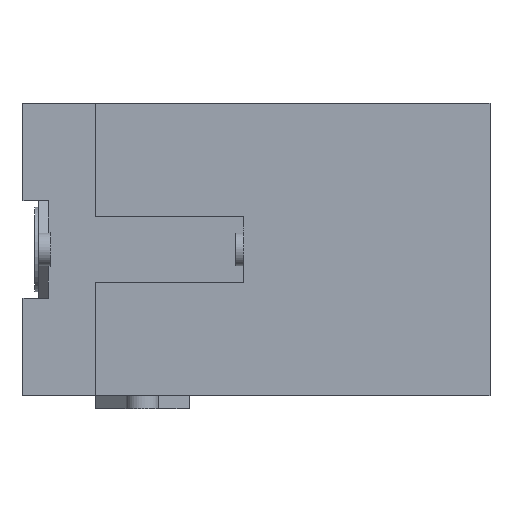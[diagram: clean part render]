
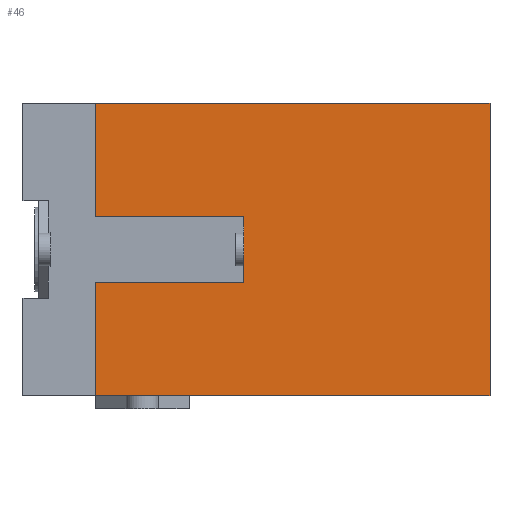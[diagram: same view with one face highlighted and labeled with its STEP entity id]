
A CAD part, front view. The second image highlights one B-rep face of the part: STEP entity #46.
In plain terms, the highlighted planar face has unit normal (0, -1, 0).
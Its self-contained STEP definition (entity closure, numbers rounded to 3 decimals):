
#45 = CARTESIAN_POINT ( 'NONE',  ( -4.95, 0., -4.5 ) ) ;
#46 = ADVANCED_FACE ( 'NONE', ( #137 ), #1729, .F. ) ;
#137 = FACE_OUTER_BOUND ( 'NONE', #2037, .T. ) ;
#156 = VECTOR ( 'NONE', #1701, 1000. ) ;
#213 = EDGE_CURVE ( 'NONE', #238, #1316, #1178, .T. ) ;
#238 = VERTEX_POINT ( 'NONE', #555 ) ;
#242 = CARTESIAN_POINT ( 'NONE',  ( -0.375, 0., 4.5 ) ) ;
#257 = VECTOR ( 'NONE', #400, 1000. ) ;
#267 = DIRECTION ( 'NONE',  ( 1., 0., 0. ) ) ;
#306 = DIRECTION ( 'NONE',  ( 0., 0., 1. ) ) ;
#333 = CARTESIAN_POINT ( 'NONE',  ( 7.2, 0., -4.5 ) ) ;
#378 = VERTEX_POINT ( 'NONE', #390 ) ;
#390 = CARTESIAN_POINT ( 'NONE',  ( -4.95, 0., 1. ) ) ;
#396 = VECTOR ( 'NONE', #674, 1000. ) ;
#397 = EDGE_CURVE ( 'NONE', #1895, #238, #2986, .T. ) ;
#400 = DIRECTION ( 'NONE',  ( -1., 0., 0. ) ) ;
#433 = ORIENTED_EDGE ( 'NONE', *, *, #1353, .F. ) ;
#476 = EDGE_CURVE ( 'NONE', #1895, #3315, #1174, .T. ) ;
#502 = EDGE_CURVE ( 'NONE', #1316, #2956, #1828, .T. ) ;
#546 = ORIENTED_EDGE ( 'NONE', *, *, #476, .T. ) ;
#555 = CARTESIAN_POINT ( 'NONE',  ( 7.2, 0., -4.5 ) ) ;
#674 = DIRECTION ( 'NONE',  ( 0., 0., -1. ) ) ;
#743 = CARTESIAN_POINT ( 'NONE',  ( -4.95, 0., -1. ) ) ;
#1174 = LINE ( 'NONE', #2724, #156 ) ;
#1175 = DIRECTION ( 'NONE',  ( 0., 0., 1. ) ) ;
#1178 = LINE ( 'NONE', #333, #3032 ) ;
#1254 = ORIENTED_EDGE ( 'NONE', *, *, #2080, .T. ) ;
#1316 = VERTEX_POINT ( 'NONE', #45 ) ;
#1353 = EDGE_CURVE ( 'NONE', #378, #3315, #2358, .T. ) ;
#1483 = CARTESIAN_POINT ( 'NONE',  ( 7.2, 0., 4.5 ) ) ;
#1531 = DIRECTION ( 'NONE',  ( 1., 0., 0. ) ) ;
#1537 = VECTOR ( 'NONE', #306, 1000. ) ;
#1572 = LINE ( 'NONE', #2211, #257 ) ;
#1701 = DIRECTION ( 'NONE',  ( -1., 0., 0. ) ) ;
#1717 = CARTESIAN_POINT ( 'NONE',  ( -4.95, 0., -4.5 ) ) ;
#1729 = PLANE ( 'NONE',  #2566 ) ;
#1790 = DIRECTION ( 'NONE',  ( 0., 1., 0. ) ) ;
#1828 = LINE ( 'NONE', #1717, #3193 ) ;
#1895 = VERTEX_POINT ( 'NONE', #2388 ) ;
#2037 = EDGE_LOOP ( 'NONE', ( #2285, #1254, #2667, #2372, #3036, #546, #433, #2198 ) ) ;
#2063 = CARTESIAN_POINT ( 'NONE',  ( -4.95, 0., -4.5 ) ) ;
#2080 = EDGE_CURVE ( 'NONE', #2589, #2956, #1572, .T. ) ;
#2095 = DIRECTION ( 'NONE',  ( -1., 0., 0. ) ) ;
#2098 = CARTESIAN_POINT ( 'NONE',  ( -4.95, 0., 4.5 ) ) ;
#2139 = CARTESIAN_POINT ( 'NONE',  ( -0.375, 0., -1. ) ) ;
#2198 = ORIENTED_EDGE ( 'NONE', *, *, #2850, .T. ) ;
#2211 = CARTESIAN_POINT ( 'NONE',  ( 7.2, 0., -1. ) ) ;
#2285 = ORIENTED_EDGE ( 'NONE', *, *, #3181, .T. ) ;
#2300 = VECTOR ( 'NONE', #3059, 1000. ) ;
#2320 = CARTESIAN_POINT ( 'NONE',  ( -0.375, 0., 1. ) ) ;
#2330 = VERTEX_POINT ( 'NONE', #2320 ) ;
#2358 = LINE ( 'NONE', #2063, #1537 ) ;
#2372 = ORIENTED_EDGE ( 'NONE', *, *, #213, .F. ) ;
#2388 = CARTESIAN_POINT ( 'NONE',  ( 7.2, 0., 4.5 ) ) ;
#2566 = AXIS2_PLACEMENT_3D ( 'NONE', #1483, #1790, #267 ) ;
#2589 = VERTEX_POINT ( 'NONE', #2139 ) ;
#2667 = ORIENTED_EDGE ( 'NONE', *, *, #502, .F. ) ;
#2724 = CARTESIAN_POINT ( 'NONE',  ( 7.2, 0., 4.5 ) ) ;
#2781 = VECTOR ( 'NONE', #1531, 1000. ) ;
#2788 = CARTESIAN_POINT ( 'NONE',  ( 7.2, 0., 1. ) ) ;
#2850 = EDGE_CURVE ( 'NONE', #378, #2330, #2962, .T. ) ;
#2956 = VERTEX_POINT ( 'NONE', #743 ) ;
#2962 = LINE ( 'NONE', #2788, #2781 ) ;
#2986 = LINE ( 'NONE', #3305, #396 ) ;
#3001 = LINE ( 'NONE', #242, #2300 ) ;
#3032 = VECTOR ( 'NONE', #2095, 1000. ) ;
#3036 = ORIENTED_EDGE ( 'NONE', *, *, #397, .F. ) ;
#3059 = DIRECTION ( 'NONE',  ( 0., 0., -1. ) ) ;
#3181 = EDGE_CURVE ( 'NONE', #2330, #2589, #3001, .T. ) ;
#3193 = VECTOR ( 'NONE', #1175, 1000. ) ;
#3305 = CARTESIAN_POINT ( 'NONE',  ( 7.2, 0., 4.5 ) ) ;
#3315 = VERTEX_POINT ( 'NONE', #2098 ) ;
